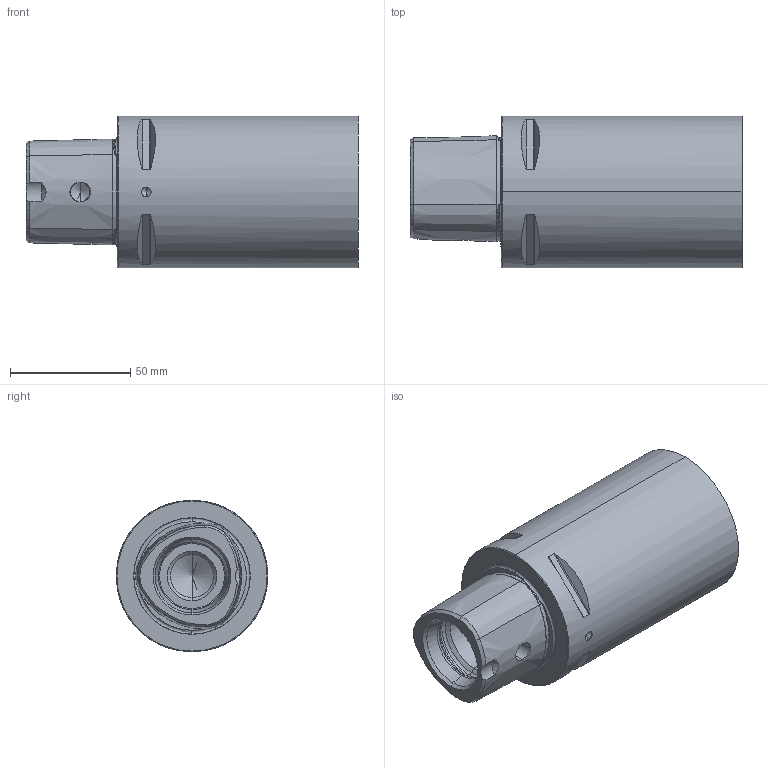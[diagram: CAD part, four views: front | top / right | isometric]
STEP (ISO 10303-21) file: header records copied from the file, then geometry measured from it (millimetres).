
FILE_DESCRIPTION (( 'STEP AP203' ), '1' );
FILE_NAME ('PS6-Ro6.001.100_A.STEP', '2016-05-20T12:41:20', ( 'SwiAdmin' ), ( '' ), 'SwSTEP 2.0', 'SolidWorks 2015', '' );
FILE_SCHEMA (( 'CONFIG_CONTROL_DESIGN' ));
Length unit declared in the file: millimetre
Products named in the file (1): PS6-Ro6.001.100_A
Bounding box: 138 x 63 x 63 mm (x, y, z)
Volume: 338723.1 mm3; surface area: 35479.3 mm2
Topology: 1 solids, 1 shells, 121 faces, 285 edges, 166 vertices
Faces by surface type: cone 47, torus 28, cylinder 27, plane 19
Entity records: 3949 total; most frequent: CARTESIAN_POINT 1189, DIRECTION 578, ORIENTED_EDGE 554, EDGE_CURVE 277, AXIS2_PLACEMENT_3D 247, VERTEX_POINT 166, EDGE_LOOP 131, CIRCLE 125
